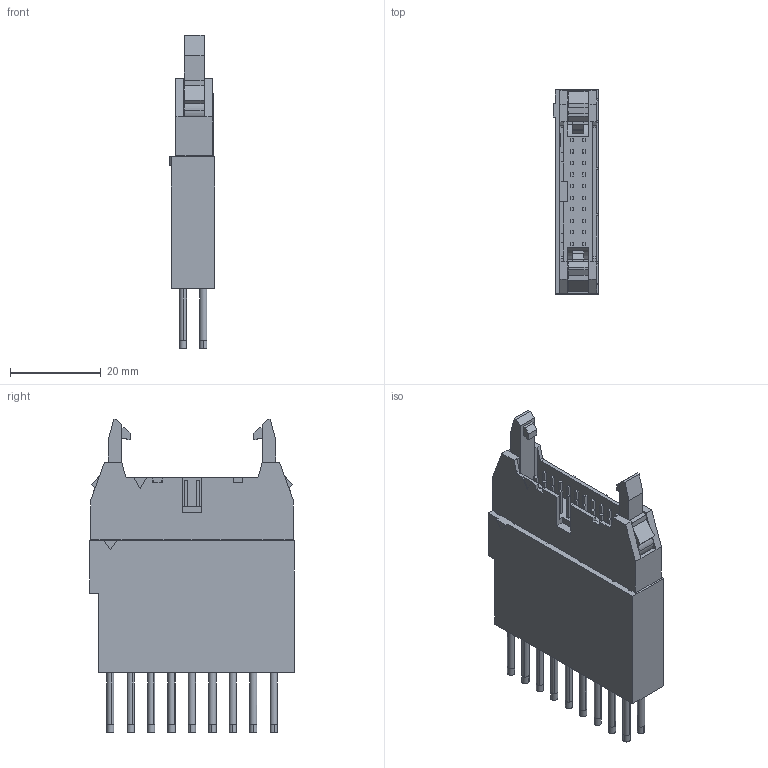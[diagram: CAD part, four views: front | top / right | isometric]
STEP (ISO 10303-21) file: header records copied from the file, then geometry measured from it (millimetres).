
FILE_DESCRIPTION(('CATIA V5R22 STEP214','CAx-IF Rec.Pracs.--- Model Styling and Organization---1.4--- 2014-01-23'),'2;1');
FILE_NAME ('067570-6_0', '2023-05-30T10:28:48+00:00', ('Weidmueller Interface'), ('Weidmueller'), 'CATIA Version 5-6 Release 2016 SP3 HF44', 'CATIA V5 STEP AP214', 'none');
FILE_SCHEMA(('AUTOMOTIVE_DESIGN { 1 0 10303 214 1 1 1 1 }'));
Length unit declared in the file: millimetre
Products named in the file (1): 3D_7508001811
Bounding box: 10.1 x 45 x 69.08 mm (x, y, z)
Volume: 16689.4 mm3; surface area: 9195.1 mm2
Topology: 1 solids, 1 shells, 408 faces, 1061 edges, 691 vertices
Faces by surface type: plane 282, cylinder 90, cone 36
Entity records: 12792 total; most frequent: CARTESIAN_POINT 2389, ORIENTED_EDGE 2122, DIRECTION 1841, EDGE_CURVE 1061, VECTOR 839, LINE 839, VERTEX_POINT 691, AXIS2_PLACEMENT_3D 595
